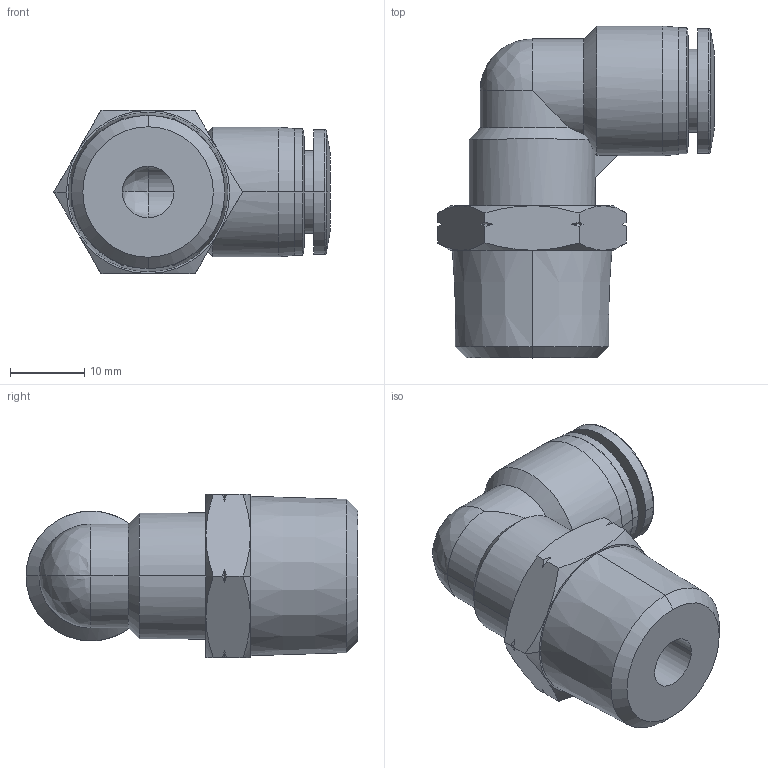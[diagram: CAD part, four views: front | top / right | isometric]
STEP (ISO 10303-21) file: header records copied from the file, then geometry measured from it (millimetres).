
FILE_DESCRIPTION (( 'STEP AP214' ), '1' );
FILE_NAME ('ME38-12N.step', '2016-02-24T20:41:28', ( '' ), ( '' ), 'SwSTEP 2.0', 'SolidWorks 2015', '' );
FILE_SCHEMA (( 'AUTOMOTIVE_DESIGN' ));
Length unit declared in the file: inch
Products named in the file (1): ME38-12N
Bounding box: 37.25 x 44.75 x 22 mm (x, y, z)
Volume: 12316.2 mm3; surface area: 5754.7 mm2
Topology: 1 solids, 1 shells, 87 faces, 213 edges, 129 vertices
Faces by surface type: cone 43, cylinder 20, plane 16, bspline 8
Entity records: 3902 total; most frequent: CARTESIAN_POINT 794, ORIENTED_EDGE 418, DIRECTION 397, EDGE_CURVE 209, AXIS2_PLACEMENT_3D 172, VERTEX_POINT 129, EDGE_LOOP 94, CIRCLE 92
